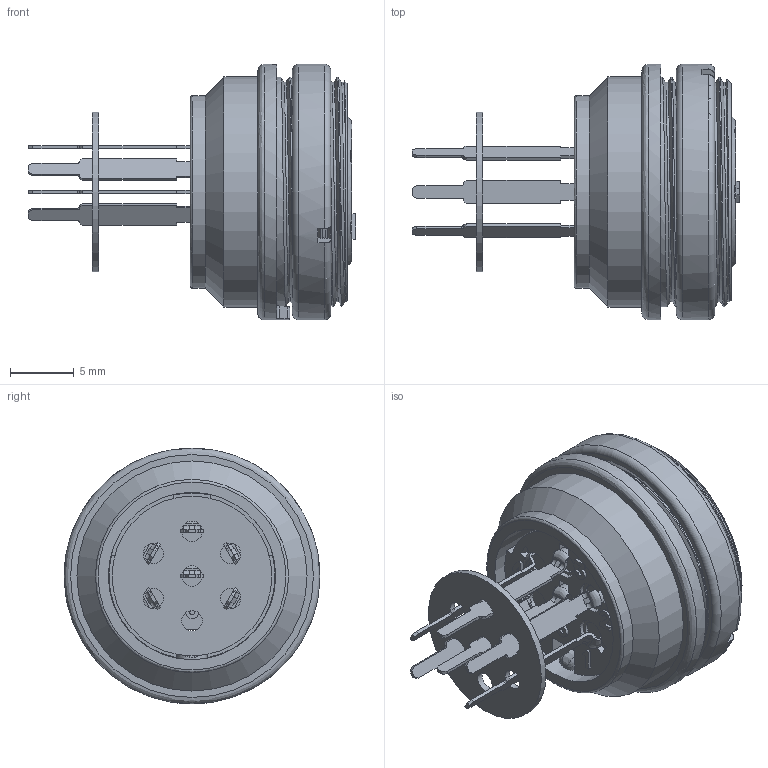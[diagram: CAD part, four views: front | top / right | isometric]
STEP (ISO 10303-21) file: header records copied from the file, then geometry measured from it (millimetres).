
FILE_DESCRIPTION(/* description */ (''),/* implementation_level */ '2;1');
FILE_NAME(/* name */ 't 3403 430 unxc001-01.stp',/* time_stamp */ '2019-07-08T17:02:19+02:00',/* author */ (''),/* organization */ (''),/* preprocessor_version */ 'ST-DEVELOPER v16.7',/* originating_system */ 'SIEMENS PLM Software NX 12.0',/* authorisation */ '');
FILE_SCHEMA (('AUTOMOTIVE_DESIGN { 1 0 10303 214 3 1 1 1 }'));
Length unit declared in the file: millimetre
Products named in the file (1): t 3403 430 unxc001-01
Bounding box: 25.6 x 20 x 20 mm (x, y, z)
Volume: 2527.1 mm3; surface area: 3568.3 mm2
Topology: 2 solids, 2 shells, 618 faces, 1737 edges, 1128 vertices
Faces by surface type: plane 384, cylinder 141, bspline 60, cone 19, torus 14
Full cylindrical faces by diameter (mm): 0.384 x1, 1.6 x2, 1.8 x6, 2.3 x6, 12.5 x1, 13.1 x1, 13.9 x1, 15.1 x1, 15.2 x5, 16.2 x1, 18 x1, 18.3 x1, 20 x2
Entity records: 25104 total; most frequent: CARTESIAN_POINT 8802, ORIENTED_EDGE 3348, DIRECTION 2828, EDGE_CURVE 1674, VERTEX_POINT 1103, LINE 1034, VECTOR 1034, AXIS2_PLACEMENT_3D 897
